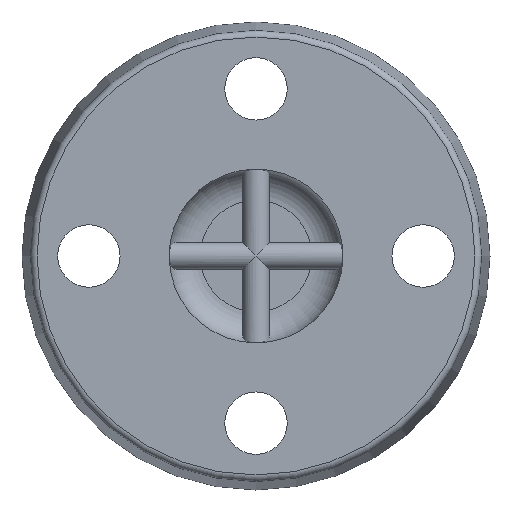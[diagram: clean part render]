
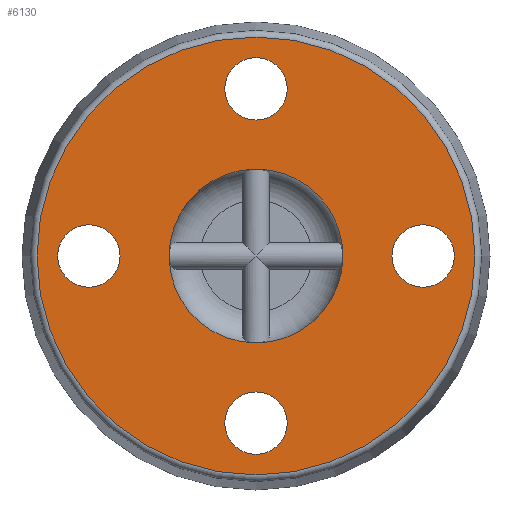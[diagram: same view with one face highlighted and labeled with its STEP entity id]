
A CAD part, left-side view. The second image highlights one B-rep face of the part: STEP entity #6130.
In plain terms, the highlighted planar face has unit normal (-1, 0, 0).
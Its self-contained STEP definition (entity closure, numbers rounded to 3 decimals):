
#119=FACE_BOUND('',#1644,.T.);
#120=FACE_BOUND('',#1645,.T.);
#121=FACE_BOUND('',#1646,.T.);
#122=FACE_BOUND('',#1647,.T.);
#123=FACE_BOUND('',#1648,.T.);
#175=PLANE('',#7219);
#1181=FACE_OUTER_BOUND('',#1643,.T.);
#1643=EDGE_LOOP('',(#5443));
#1644=EDGE_LOOP('',(#5444));
#1645=EDGE_LOOP('',(#5445));
#1646=EDGE_LOOP('',(#5446));
#1647=EDGE_LOOP('',(#5447));
#1648=EDGE_LOOP('',(#5448));
#2349=CIRCLE('',#7217,49.125);
#2350=CIRCLE('',#7220,19.5);
#2351=CIRCLE('',#7221,7.);
#2352=CIRCLE('',#7222,7.);
#2353=CIRCLE('',#7223,7.);
#2354=CIRCLE('',#7224,7.);
#2827=VERTEX_POINT('',#11418);
#2828=VERTEX_POINT('',#11422);
#2829=VERTEX_POINT('',#11424);
#2830=VERTEX_POINT('',#11426);
#2831=VERTEX_POINT('',#11428);
#2832=VERTEX_POINT('',#11430);
#3710=EDGE_CURVE('',#2827,#2827,#2349,.T.);
#3711=EDGE_CURVE('',#2828,#2828,#2350,.T.);
#3712=EDGE_CURVE('',#2829,#2829,#2351,.T.);
#3713=EDGE_CURVE('',#2830,#2830,#2352,.T.);
#3714=EDGE_CURVE('',#2831,#2831,#2353,.T.);
#3715=EDGE_CURVE('',#2832,#2832,#2354,.T.);
#5443=ORIENTED_EDGE('',*,*,#3710,.F.);
#5444=ORIENTED_EDGE('',*,*,#3711,.T.);
#5445=ORIENTED_EDGE('',*,*,#3712,.T.);
#5446=ORIENTED_EDGE('',*,*,#3713,.T.);
#5447=ORIENTED_EDGE('',*,*,#3714,.T.);
#5448=ORIENTED_EDGE('',*,*,#3715,.T.);
#6130=ADVANCED_FACE('',(#1181,#119,#120,#121,#122,#123),#175,.T.);
#7217=AXIS2_PLACEMENT_3D('',#11419,#9573,#9574);
#7219=AXIS2_PLACEMENT_3D('',#11421,#9577,#9578);
#7220=AXIS2_PLACEMENT_3D('',#11423,#9579,#9580);
#7221=AXIS2_PLACEMENT_3D('',#11425,#9581,#9582);
#7222=AXIS2_PLACEMENT_3D('',#11427,#9583,#9584);
#7223=AXIS2_PLACEMENT_3D('',#11429,#9585,#9586);
#7224=AXIS2_PLACEMENT_3D('',#11431,#9587,#9588);
#9573=DIRECTION('center_axis',(1.,0.,0.));
#9574=DIRECTION('ref_axis',(0.,1.,0.));
#9577=DIRECTION('center_axis',(-1.,0.,0.));
#9578=DIRECTION('ref_axis',(0.,0.,1.));
#9579=DIRECTION('center_axis',(1.,0.,0.));
#9580=DIRECTION('ref_axis',(0.,0.,1.));
#9581=DIRECTION('center_axis',(1.,0.,0.));
#9582=DIRECTION('ref_axis',(0.,0.,1.));
#9583=DIRECTION('center_axis',(1.,0.,0.));
#9584=DIRECTION('ref_axis',(0.,1.,0.));
#9585=DIRECTION('center_axis',(1.,0.,0.));
#9586=DIRECTION('ref_axis',(0.,0.,-1.));
#9587=DIRECTION('center_axis',(1.,0.,0.));
#9588=DIRECTION('ref_axis',(0.,-1.,0.));
#11418=CARTESIAN_POINT('',(0.,-49.125,0.));
#11419=CARTESIAN_POINT('Origin',(0.,0.,0.));
#11421=CARTESIAN_POINT('Origin',(0.,0.,0.));
#11422=CARTESIAN_POINT('',(0.,-19.5,0.));
#11423=CARTESIAN_POINT('Origin',(0.,0.,0.));
#11424=CARTESIAN_POINT('',(0.,37.5,7.));
#11425=CARTESIAN_POINT('Origin',(0.,37.5,0.));
#11426=CARTESIAN_POINT('',(0.,7.,-37.5));
#11427=CARTESIAN_POINT('Origin',(0.,0.,-37.5));
#11428=CARTESIAN_POINT('',(0.,-37.5,-7.));
#11429=CARTESIAN_POINT('Origin',(0.,-37.5,0.));
#11430=CARTESIAN_POINT('',(0.,-7.,37.5));
#11431=CARTESIAN_POINT('Origin',(0.,0.,37.5));
